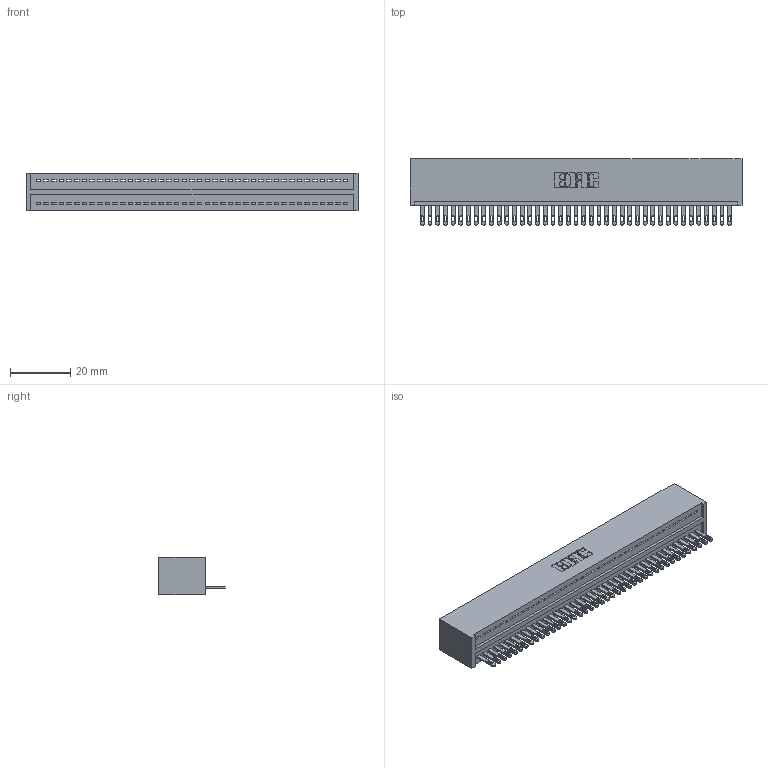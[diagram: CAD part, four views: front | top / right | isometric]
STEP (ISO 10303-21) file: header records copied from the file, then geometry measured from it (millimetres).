
FILE_DESCRIPTION (( 'STEP AP203' ), '1' );
FILE_NAME ('325-041-500-101.STEP', '2020-02-24T21:36:46', ( '' ), ( '' ), 'SwSTEP 2.0', 'SolidWorks 2016', '' );
FILE_SCHEMA (( 'CONFIG_CONTROL_DESIGN' ));
Length unit declared in the file: inch
Products named in the file (3): 325 Part_Lugless; 325-292-001_325-293-100; 325-041-500-101
Assembly tree (42 placements, depth 2):
  325-041-500-101
    325 Part_Lugless
    325-292-001_325-293-100  x41
Bounding box: 109.78 x 21.84 x 12.45 mm (x, y, z)
Volume: 14525.7 mm3; surface area: 16438.7 mm2
Topology: 42 solids, 42 shells, 2320 faces, 7175 edges, 4782 vertices
Faces by surface type: plane 1542, cylinder 778
Entity records: 24847 total; most frequent: CARTESIAN_POINT 4293, ORIENTED_EDGE 4270, DIRECTION 3617, EDGE_CURVE 2135, VECTOR 2011, LINE 2011, VERTEX_POINT 1422, AXIS2_PLACEMENT_3D 803
